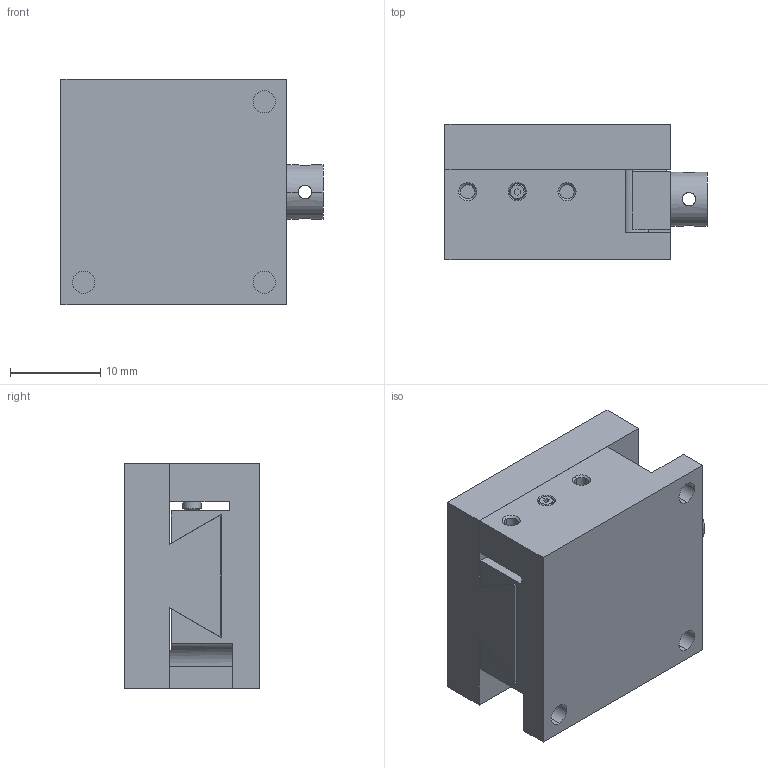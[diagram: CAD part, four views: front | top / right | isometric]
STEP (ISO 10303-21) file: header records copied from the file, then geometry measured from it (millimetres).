
FILE_DESCRIPTION( ( '' ), '1' );
FILE_NAME( 'XEEG25.stp', '2020-11-08T12:13:07', ( '' ), ( '' ), ' ', ' ', ' ' );
FILE_SCHEMA( ( 'CONFIG_CONTROL_DESIGN' ) );
Length unit declared in the file: millimetre
Products named in the file (2): 1; 2
Bounding box: 29 x 15 x 25 mm (x, y, z)
Volume: 8532.3 mm3; surface area: 5691 mm2
Topology: 2 solids, 2 shells, 149 faces, 386 edges, 230 vertices
Faces by surface type: plane 56, cone 50, cylinder 43
Entity records: 4617 total; most frequent: CARTESIAN_POINT 889, DIRECTION 777, ORIENTED_EDGE 736, EDGE_CURVE 368, AXIS2_PLACEMENT_3D 270, LINE 237, VECTOR 237, VERTEX_POINT 230
